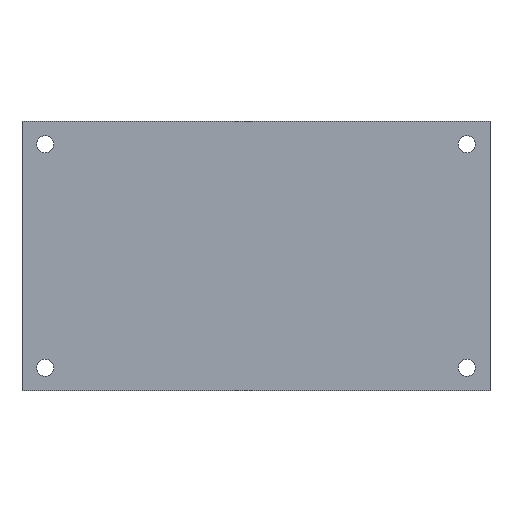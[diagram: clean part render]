
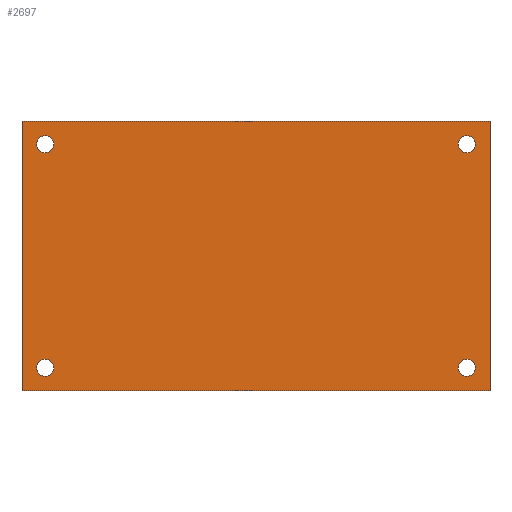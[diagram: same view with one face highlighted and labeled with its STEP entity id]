
A CAD part, front view. The second image highlights one B-rep face of the part: STEP entity #2697.
In plain terms, the highlighted planar face has unit normal (0, -1, 0).
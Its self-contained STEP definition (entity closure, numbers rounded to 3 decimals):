
#23 = LINE ( 'NONE', #7551, #5837 ) ;
#109 = CARTESIAN_POINT ( 'NONE',  ( 0., 0., 70. ) ) ;
#302 = AXIS2_PLACEMENT_3D ( 'NONE', #5838, #4051, #1389 ) ;
#337 = FACE_BOUND ( 'NONE', #6743, .T. ) ;
#466 = CARTESIAN_POINT ( 'NONE',  ( 6., 0., 61.8 ) ) ;
#514 = AXIS2_PLACEMENT_3D ( 'NONE', #6661, #6606, #7817 ) ;
#544 = CARTESIAN_POINT ( 'NONE',  ( 0., 0., 70. ) ) ;
#631 = AXIS2_PLACEMENT_3D ( 'NONE', #7196, #7712, #2877 ) ;
#672 = CARTESIAN_POINT ( 'NONE',  ( 6., 0., 64. ) ) ;
#755 = ORIENTED_EDGE ( 'NONE', *, *, #7206, .T. ) ;
#775 = CARTESIAN_POINT ( 'NONE',  ( 115.5, 0., 64. ) ) ;
#778 = VERTEX_POINT ( 'NONE', #4209 ) ;
#788 = VERTEX_POINT ( 'NONE', #4814 ) ;
#810 = CARTESIAN_POINT ( 'NONE',  ( 6., 0., 66.2 ) ) ;
#883 = DIRECTION ( 'NONE',  ( 1., 0., 0. ) ) ;
#932 = AXIS2_PLACEMENT_3D ( 'NONE', #672, #3757, #2548 ) ;
#1105 = CIRCLE ( 'NONE', #4471, 2.2 ) ;
#1147 = ORIENTED_EDGE ( 'NONE', *, *, #6313, .T. ) ;
#1196 = ORIENTED_EDGE ( 'NONE', *, *, #1549, .T. ) ;
#1334 = DIRECTION ( 'NONE',  ( 0., 0., -1. ) ) ;
#1389 = DIRECTION ( 'NONE',  ( 0., 0., 1. ) ) ;
#1486 = VERTEX_POINT ( 'NONE', #5156 ) ;
#1549 = EDGE_CURVE ( 'NONE', #7857, #1486, #2094, .T. ) ;
#1560 = EDGE_CURVE ( 'NONE', #778, #3247, #6186, .T. ) ;
#1576 = LINE ( 'NONE', #3217, #2742 ) ;
#1582 = VECTOR ( 'NONE', #3259, 1000. ) ;
#1655 = CARTESIAN_POINT ( 'NONE',  ( 115.5, 0., 66.2 ) ) ;
#1916 = ORIENTED_EDGE ( 'NONE', *, *, #7928, .T. ) ;
#2004 = ORIENTED_EDGE ( 'NONE', *, *, #3685, .T. ) ;
#2067 = ORIENTED_EDGE ( 'NONE', *, *, #2908, .F. ) ;
#2094 = CIRCLE ( 'NONE', #6262, 2.2 ) ;
#2215 = DIRECTION ( 'NONE',  ( 0., 1., 0. ) ) ;
#2259 = ORIENTED_EDGE ( 'NONE', *, *, #4749, .T. ) ;
#2268 = EDGE_LOOP ( 'NONE', ( #2582, #6645 ) ) ;
#2290 = CARTESIAN_POINT ( 'NONE',  ( 121.5, 0., 70. ) ) ;
#2300 = VERTEX_POINT ( 'NONE', #2672 ) ;
#2362 = FACE_BOUND ( 'NONE', #2268, .T. ) ;
#2410 = VERTEX_POINT ( 'NONE', #466 ) ;
#2548 = DIRECTION ( 'NONE',  ( 0., 0., 1. ) ) ;
#2582 = ORIENTED_EDGE ( 'NONE', *, *, #5851, .T. ) ;
#2606 = EDGE_CURVE ( 'NONE', #3766, #4909, #2836, .T. ) ;
#2672 = CARTESIAN_POINT ( 'NONE',  ( 0., 0., 0. ) ) ;
#2697 = ADVANCED_FACE ( 'NONE', ( #2362, #7513, #5865, #337, #3989 ), #5345, .F. ) ;
#2731 = VECTOR ( 'NONE', #6618, 1000. ) ;
#2742 = VECTOR ( 'NONE', #1334, 1000. ) ;
#2753 = DIRECTION ( 'NONE',  ( 0., 1., 0. ) ) ;
#2836 = CIRCLE ( 'NONE', #7380, 2.2 ) ;
#2877 = DIRECTION ( 'NONE',  ( 0., 0., 1. ) ) ;
#2908 = EDGE_CURVE ( 'NONE', #5277, #5046, #5774, .T. ) ;
#2947 = EDGE_CURVE ( 'NONE', #1486, #7857, #1105, .T. ) ;
#3087 = AXIS2_PLACEMENT_3D ( 'NONE', #5268, #4128, #6495 ) ;
#3196 = CIRCLE ( 'NONE', #302, 2.2 ) ;
#3217 = CARTESIAN_POINT ( 'NONE',  ( 121.5, 0., 70. ) ) ;
#3225 = DIRECTION ( 'NONE',  ( 0., 1., 0. ) ) ;
#3247 = VERTEX_POINT ( 'NONE', #4887 ) ;
#3259 = DIRECTION ( 'NONE',  ( 1., 0., 0. ) ) ;
#3444 = DIRECTION ( 'NONE',  ( 0., 1., 0. ) ) ;
#3685 = EDGE_CURVE ( 'NONE', #5277, #2300, #4353, .T. ) ;
#3757 = DIRECTION ( 'NONE',  ( 0., 1., 0. ) ) ;
#3766 = VERTEX_POINT ( 'NONE', #4422 ) ;
#3808 = CIRCLE ( 'NONE', #3087, 2.2 ) ;
#3909 = DIRECTION ( 'NONE',  ( 0., 0., 1. ) ) ;
#3989 = FACE_OUTER_BOUND ( 'NONE', #6472, .T. ) ;
#4032 = DIRECTION ( 'NONE',  ( 0., 0., 1. ) ) ;
#4051 = DIRECTION ( 'NONE',  ( 0., 1., 0. ) ) ;
#4128 = DIRECTION ( 'NONE',  ( 0., 1., 0. ) ) ;
#4209 = CARTESIAN_POINT ( 'NONE',  ( 6., 0., 3.8 ) ) ;
#4353 = LINE ( 'NONE', #544, #2731 ) ;
#4422 = CARTESIAN_POINT ( 'NONE',  ( 115.5, 0., 61.8 ) ) ;
#4471 = AXIS2_PLACEMENT_3D ( 'NONE', #7526, #2753, #3909 ) ;
#4527 = CARTESIAN_POINT ( 'NONE',  ( 115.5, 0., 8.2 ) ) ;
#4749 = EDGE_CURVE ( 'NONE', #2410, #5723, #7609, .T. ) ;
#4754 = EDGE_CURVE ( 'NONE', #5046, #788, #1576, .T. ) ;
#4814 = CARTESIAN_POINT ( 'NONE',  ( 121.5, 0., 0. ) ) ;
#4887 = CARTESIAN_POINT ( 'NONE',  ( 6., 0., 8.2 ) ) ;
#4909 = VERTEX_POINT ( 'NONE', #1655 ) ;
#5021 = CARTESIAN_POINT ( 'NONE',  ( 0., 0., 70. ) ) ;
#5046 = VERTEX_POINT ( 'NONE', #2290 ) ;
#5088 = EDGE_LOOP ( 'NONE', ( #1196, #7556 ) ) ;
#5156 = CARTESIAN_POINT ( 'NONE',  ( 115.5, 0., 3.8 ) ) ;
#5268 = CARTESIAN_POINT ( 'NONE',  ( 6., 0., 64. ) ) ;
#5277 = VERTEX_POINT ( 'NONE', #5021 ) ;
#5345 = PLANE ( 'NONE',  #514 ) ;
#5723 = VERTEX_POINT ( 'NONE', #810 ) ;
#5742 = CARTESIAN_POINT ( 'NONE',  ( 115.5, 0., 64. ) ) ;
#5774 = LINE ( 'NONE', #109, #1582 ) ;
#5837 = VECTOR ( 'NONE', #883, 1000. ) ;
#5838 = CARTESIAN_POINT ( 'NONE',  ( 6., 0., 6. ) ) ;
#5851 = EDGE_CURVE ( 'NONE', #4909, #3766, #6835, .T. ) ;
#5865 = FACE_BOUND ( 'NONE', #7725, .T. ) ;
#6186 = CIRCLE ( 'NONE', #631, 2.2 ) ;
#6262 = AXIS2_PLACEMENT_3D ( 'NONE', #7758, #3444, #7727 ) ;
#6313 = EDGE_CURVE ( 'NONE', #3247, #778, #3196, .T. ) ;
#6472 = EDGE_LOOP ( 'NONE', ( #755, #6785, #2067, #2004 ) ) ;
#6495 = DIRECTION ( 'NONE',  ( 0., 0., 1. ) ) ;
#6601 = AXIS2_PLACEMENT_3D ( 'NONE', #5742, #2215, #4032 ) ;
#6606 = DIRECTION ( 'NONE',  ( 0., 1., 0. ) ) ;
#6618 = DIRECTION ( 'NONE',  ( 0., 0., -1. ) ) ;
#6645 = ORIENTED_EDGE ( 'NONE', *, *, #2606, .T. ) ;
#6661 = CARTESIAN_POINT ( 'NONE',  ( 0., 0., 70. ) ) ;
#6743 = EDGE_LOOP ( 'NONE', ( #1916, #2259 ) ) ;
#6785 = ORIENTED_EDGE ( 'NONE', *, *, #4754, .F. ) ;
#6835 = CIRCLE ( 'NONE', #6601, 2.2 ) ;
#6868 = ORIENTED_EDGE ( 'NONE', *, *, #1560, .T. ) ;
#7196 = CARTESIAN_POINT ( 'NONE',  ( 6., 0., 6. ) ) ;
#7206 = EDGE_CURVE ( 'NONE', #2300, #788, #23, .T. ) ;
#7380 = AXIS2_PLACEMENT_3D ( 'NONE', #775, #3225, #7493 ) ;
#7493 = DIRECTION ( 'NONE',  ( 0., 0., 1. ) ) ;
#7513 = FACE_BOUND ( 'NONE', #5088, .T. ) ;
#7526 = CARTESIAN_POINT ( 'NONE',  ( 115.5, 0., 6. ) ) ;
#7551 = CARTESIAN_POINT ( 'NONE',  ( 0., 0., 0. ) ) ;
#7556 = ORIENTED_EDGE ( 'NONE', *, *, #2947, .T. ) ;
#7609 = CIRCLE ( 'NONE', #932, 2.2 ) ;
#7712 = DIRECTION ( 'NONE',  ( 0., 1., 0. ) ) ;
#7725 = EDGE_LOOP ( 'NONE', ( #1147, #6868 ) ) ;
#7727 = DIRECTION ( 'NONE',  ( 0., 0., 1. ) ) ;
#7758 = CARTESIAN_POINT ( 'NONE',  ( 115.5, 0., 6. ) ) ;
#7817 = DIRECTION ( 'NONE',  ( 0., 0., 1. ) ) ;
#7857 = VERTEX_POINT ( 'NONE', #4527 ) ;
#7928 = EDGE_CURVE ( 'NONE', #5723, #2410, #3808, .T. ) ;
